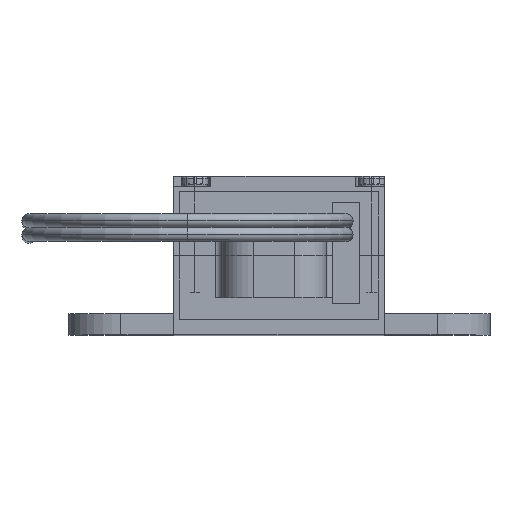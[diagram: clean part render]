
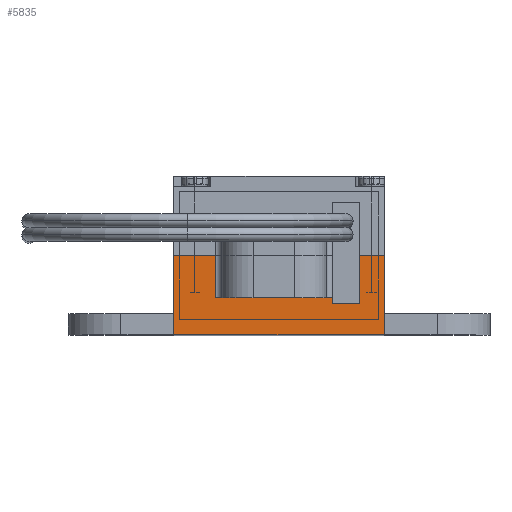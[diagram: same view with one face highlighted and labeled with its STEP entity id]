
A CAD part, top view. The second image highlights one B-rep face of the part: STEP entity #5835.
In plain terms, the highlighted planar face has unit normal (0, 0, 1).
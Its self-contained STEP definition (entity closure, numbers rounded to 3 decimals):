
#196 = EDGE_CURVE ( 'NONE', #4575, #9385, #13722, .T. ) ;
#216 = CARTESIAN_POINT ( 'NONE',  ( 19.9, 7.5, 0. ) ) ;
#239 = DIRECTION ( 'NONE',  ( 1., 0., 0. ) ) ;
#367 = LINE ( 'NONE', #14634, #6777 ) ;
#577 = LINE ( 'NONE', #3445, #13366 ) ;
#632 = CARTESIAN_POINT ( 'NONE',  ( 17.6, 3., 0. ) ) ;
#815 = CARTESIAN_POINT ( 'NONE',  ( 17.6, 7.5, 0. ) ) ;
#906 = VECTOR ( 'NONE', #13170, 1000. ) ;
#940 = ORIENTED_EDGE ( 'NONE', *, *, #5294, .T. ) ;
#1141 = CARTESIAN_POINT ( 'NONE',  ( 3.9, 7.5, 0. ) ) ;
#1290 = LINE ( 'NONE', #1141, #906 ) ;
#1844 = VERTEX_POINT ( 'NONE', #3948 ) ;
#1972 = ORIENTED_EDGE ( 'NONE', *, *, #3584, .F. ) ;
#1982 = DIRECTION ( 'NONE',  ( 0., 0., -1. ) ) ;
#2313 = LINE ( 'NONE', #632, #14705 ) ;
#2364 = VECTOR ( 'NONE', #8695, 1000. ) ;
#2464 = VERTEX_POINT ( 'NONE', #12777 ) ;
#2514 = CARTESIAN_POINT ( 'NONE',  ( 19.9, 0., 0. ) ) ;
#2554 = VERTEX_POINT ( 'NONE', #8227 ) ;
#2715 = VECTOR ( 'NONE', #3222, 1000. ) ;
#2718 = DIRECTION ( 'NONE',  ( -1., 0., 0. ) ) ;
#3222 = DIRECTION ( 'NONE',  ( 0., -1., 0. ) ) ;
#3445 = CARTESIAN_POINT ( 'NONE',  ( 15., 3., 0. ) ) ;
#3584 = EDGE_CURVE ( 'NONE', #9473, #2554, #8776, .T. ) ;
#3948 = CARTESIAN_POINT ( 'NONE',  ( 15., 3., 0. ) ) ;
#4150 = VECTOR ( 'NONE', #2718, 1000. ) ;
#4170 = ORIENTED_EDGE ( 'NONE', *, *, #5030, .F. ) ;
#4345 = ORIENTED_EDGE ( 'NONE', *, *, #15385, .F. ) ;
#4575 = VERTEX_POINT ( 'NONE', #12055 ) ;
#5030 = EDGE_CURVE ( 'NONE', #11107, #8987, #15102, .T. ) ;
#5257 = LINE ( 'NONE', #2514, #8063 ) ;
#5294 = EDGE_CURVE ( 'NONE', #9473, #2464, #10044, .T. ) ;
#5553 = CARTESIAN_POINT ( 'NONE',  ( 19.9, 7.5, 0. ) ) ;
#5742 = CARTESIAN_POINT ( 'NONE',  ( 19.9, 0., 0. ) ) ;
#5813 = ORIENTED_EDGE ( 'NONE', *, *, #11829, .T. ) ;
#5835 = ADVANCED_FACE ( 'NONE', ( #14565 ), #6786, .F. ) ;
#5863 = VERTEX_POINT ( 'NONE', #815 ) ;
#6165 = DIRECTION ( 'NONE',  ( 1., 0., 0. ) ) ;
#6325 = ORIENTED_EDGE ( 'NONE', *, *, #7664, .T. ) ;
#6777 = VECTOR ( 'NONE', #239, 1000. ) ;
#6786 = PLANE ( 'NONE',  #13744 ) ;
#6848 = ORIENTED_EDGE ( 'NONE', *, *, #14516, .T. ) ;
#7066 = DIRECTION ( 'NONE',  ( 0., -1., 0. ) ) ;
#7074 = ORIENTED_EDGE ( 'NONE', *, *, #9848, .F. ) ;
#7112 = EDGE_LOOP ( 'NONE', ( #11521, #6325, #1972, #940, #6848, #4170, #7500, #7074, #4345, #5813 ) ) ;
#7500 = ORIENTED_EDGE ( 'NONE', *, *, #12973, .F. ) ;
#7664 = EDGE_CURVE ( 'NONE', #9385, #2554, #1290, .T. ) ;
#7761 = CARTESIAN_POINT ( 'NONE',  ( 17.6, 3., 0. ) ) ;
#8063 = VECTOR ( 'NONE', #6165, 1000. ) ;
#8227 = CARTESIAN_POINT ( 'NONE',  ( 3.9, 7.5, 0. ) ) ;
#8404 = CARTESIAN_POINT ( 'NONE',  ( 19.9, 7.5, 0. ) ) ;
#8695 = DIRECTION ( 'NONE',  ( 1., 0., 0. ) ) ;
#8776 = LINE ( 'NONE', #216, #2364 ) ;
#8987 = VERTEX_POINT ( 'NONE', #5742 ) ;
#9196 = CARTESIAN_POINT ( 'NONE',  ( 19.9, 7.5, 0. ) ) ;
#9385 = VERTEX_POINT ( 'NONE', #9395 ) ;
#9395 = CARTESIAN_POINT ( 'NONE',  ( 3.9, 3.5, 0. ) ) ;
#9473 = VERTEX_POINT ( 'NONE', #15528 ) ;
#9584 = CARTESIAN_POINT ( 'NONE',  ( 0., 7.5, 0. ) ) ;
#9678 = VECTOR ( 'NONE', #7066, 1000. ) ;
#9696 = VERTEX_POINT ( 'NONE', #14826 ) ;
#9848 = EDGE_CURVE ( 'NONE', #9696, #5863, #2313, .T. ) ;
#10044 = LINE ( 'NONE', #9584, #9678 ) ;
#10388 = DIRECTION ( 'NONE',  ( -1., 0., 0. ) ) ;
#11107 = VERTEX_POINT ( 'NONE', #8404 ) ;
#11185 = VECTOR ( 'NONE', #12581, 1000. ) ;
#11521 = ORIENTED_EDGE ( 'NONE', *, *, #196, .T. ) ;
#11829 = EDGE_CURVE ( 'NONE', #1844, #4575, #577, .T. ) ;
#11838 = DIRECTION ( 'NONE',  ( 0., 1., 0. ) ) ;
#12055 = CARTESIAN_POINT ( 'NONE',  ( 15., 3.5, 0. ) ) ;
#12581 = DIRECTION ( 'NONE',  ( 1., 0., 0. ) ) ;
#12673 = DIRECTION ( 'NONE',  ( 0., 1., 0. ) ) ;
#12777 = CARTESIAN_POINT ( 'NONE',  ( 0., 0., 0. ) ) ;
#12973 = EDGE_CURVE ( 'NONE', #5863, #11107, #367, .T. ) ;
#13170 = DIRECTION ( 'NONE',  ( 0., 1., 0. ) ) ;
#13366 = VECTOR ( 'NONE', #11838, 1000. ) ;
#13722 = LINE ( 'NONE', #14583, #4150 ) ;
#13744 = AXIS2_PLACEMENT_3D ( 'NONE', #9196, #1982, #10388 ) ;
#14376 = LINE ( 'NONE', #7761, #11185 ) ;
#14516 = EDGE_CURVE ( 'NONE', #2464, #8987, #5257, .T. ) ;
#14565 = FACE_OUTER_BOUND ( 'NONE', #7112, .T. ) ;
#14583 = CARTESIAN_POINT ( 'NONE',  ( 4.5, 3.5, 0. ) ) ;
#14634 = CARTESIAN_POINT ( 'NONE',  ( 19.9, 7.5, 0. ) ) ;
#14705 = VECTOR ( 'NONE', #12673, 1000. ) ;
#14826 = CARTESIAN_POINT ( 'NONE',  ( 17.6, 3., 0. ) ) ;
#15102 = LINE ( 'NONE', #5553, #2715 ) ;
#15385 = EDGE_CURVE ( 'NONE', #1844, #9696, #14376, .T. ) ;
#15528 = CARTESIAN_POINT ( 'NONE',  ( 0., 7.5, 0. ) ) ;
